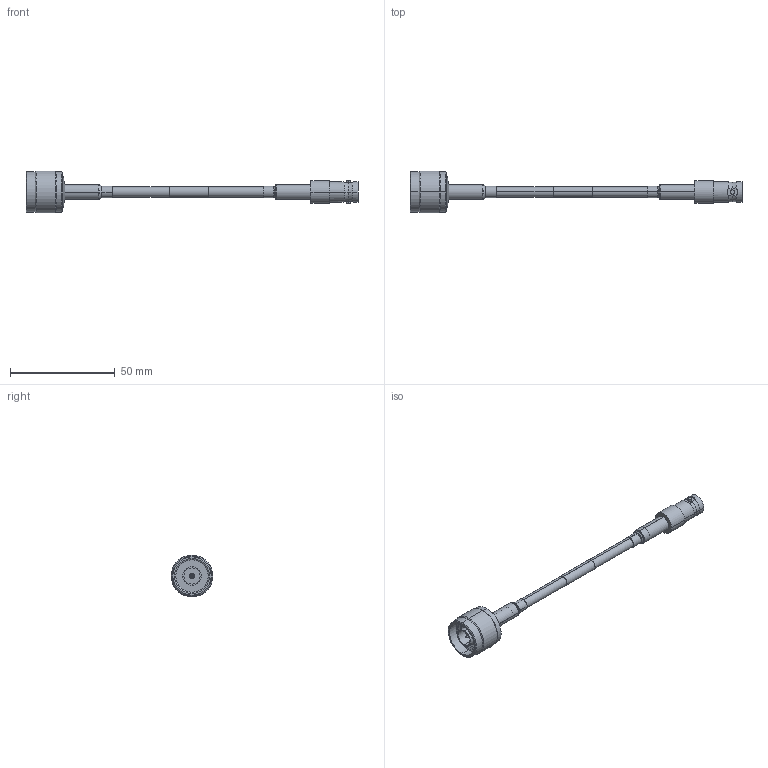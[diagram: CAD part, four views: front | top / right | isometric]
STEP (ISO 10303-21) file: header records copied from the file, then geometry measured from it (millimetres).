
FILE_DESCRIPTION (( 'STEP AP203' ), '1' );
FILE_NAME ('LCCA30677.STEP', '2020-09-25T06:13:40', ( '' ), ( '' ), 'SwSTEP 2.0', 'SolidWorks 2018', '' );
FILE_SCHEMA (( 'CONFIG_CONTROL_DESIGN' ));
Length unit declared in the file: inch
Products named in the file (13): BAC515-MA1; CA-195R-MA1_.195"x1"; ANM-1700; ANM-1700-MA2; BAC515-MA2; LCCA30677; ANM-1700_NO PIN; RG58C-PROD; BAC515-MA3; Part3^LCCA30677; BAC515; ANM-1700-MA1; ANM-1700-MA3
Assembly tree (13 placements, depth 3):
  LCCA30677
    RG58C-PROD
    Part3^LCCA30677
    ANM-1700
      ANM-1700_NO PIN
      ANM-1700-MA2
      ANM-1700-MA1
      ANM-1700-MA3
    CA-195R-MA1_.195"x1"  x2
    BAC515
      BAC515-MA2
      BAC515-MA1
      BAC515-MA3
Bounding box: 158.8 x 20 x 20 mm (x, y, z)
Volume: 7395.5 mm3; surface area: 10349.6 mm2
Topology: 11 solids, 11 shells, 270 faces, 575 edges, 351 vertices
Faces by surface type: cylinder 118, plane 64, cone 62, torus 24, sphere 2
Entity records: 8505 total; most frequent: CARTESIAN_POINT 1500, DIRECTION 1310, ORIENTED_EDGE 1058, AXIS2_PLACEMENT_3D 567, EDGE_CURVE 529, VERTEX_POINT 327, CIRCLE 301, EDGE_LOOP 294
